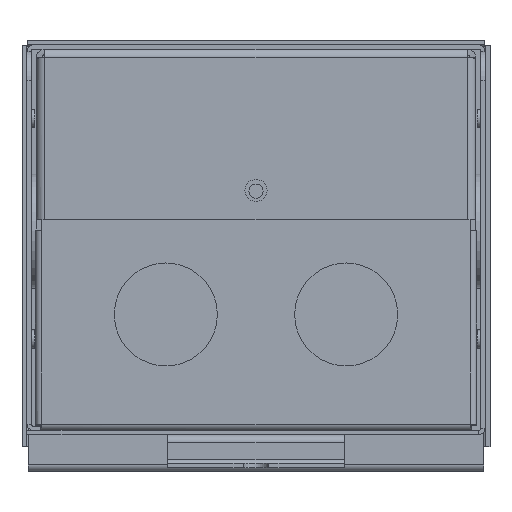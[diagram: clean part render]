
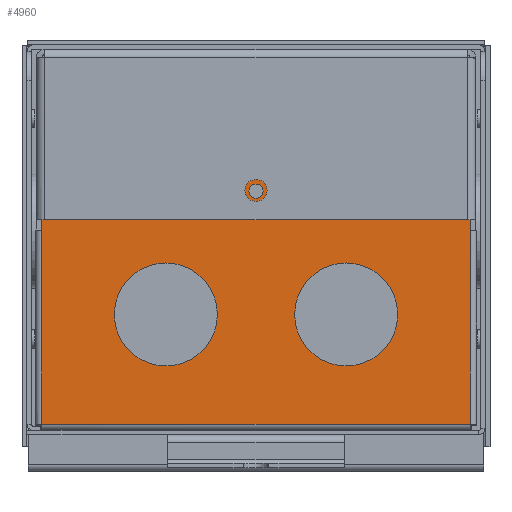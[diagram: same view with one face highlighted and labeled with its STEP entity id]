
A CAD part, front view. The second image highlights one B-rep face of the part: STEP entity #4960.
In plain terms, the highlighted planar face has unit normal (0, -1, 0).
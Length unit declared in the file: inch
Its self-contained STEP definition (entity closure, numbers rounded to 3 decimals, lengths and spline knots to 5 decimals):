
#32 = VECTOR ( 'NONE', #5727, 39.37008 ) ;
#62 = CARTESIAN_POINT ( 'NONE',  ( 1.82115, -0.0359, -1.11 ) ) ;
#144 = CARTESIAN_POINT ( 'NONE',  ( -0.7655, -0.0359, 0.5625 ) ) ;
#410 = ORIENTED_EDGE ( 'NONE', *, *, #2855, .T. ) ;
#485 = CARTESIAN_POINT ( 'NONE',  ( 1.82115, -0.0359, -1.11 ) ) ;
#504 = CARTESIAN_POINT ( 'NONE',  ( -1.875, -0.0359, -1.11 ) ) ;
#552 = CARTESIAN_POINT ( 'NONE',  ( 0.7655, -0.0359, 0.5625 ) ) ;
#602 = DIRECTION ( 'NONE',  ( 0., 0., 1. ) ) ;
#660 = FACE_OUTER_BOUND ( 'NONE', #2280, .T. ) ;
#721 = ORIENTED_EDGE ( 'NONE', *, *, #2796, .T. ) ;
#820 = AXIS2_PLACEMENT_3D ( 'NONE', #1794, #8059, #6002 ) ;
#963 = EDGE_CURVE ( 'NONE', #5136, #7763, #7618, .T. ) ;
#984 = CIRCLE ( 'NONE', #5576, 0.06 ) ;
#992 = EDGE_CURVE ( 'NONE', #5552, #1022, #6717, .T. ) ;
#1022 = VERTEX_POINT ( 'NONE', #6912 ) ;
#1035 = LINE ( 'NONE', #504, #2640 ) ;
#1256 = FACE_BOUND ( 'NONE', #8118, .T. ) ;
#1325 = CIRCLE ( 'NONE', #820, 0.4375 ) ;
#1364 = CARTESIAN_POINT ( 'NONE',  ( -1.82115, -0.0359, -0.587 ) ) ;
#1794 = CARTESIAN_POINT ( 'NONE',  ( 0.7655, -0.0359, 0.125 ) ) ;
#1846 = LINE ( 'NONE', #7726, #32 ) ;
#1862 = ORIENTED_EDGE ( 'NONE', *, *, #2060, .F. ) ;
#2000 = VERTEX_POINT ( 'NONE', #3840 ) ;
#2004 = DIRECTION ( 'NONE',  ( 0., 1., 0. ) ) ;
#2049 = VERTEX_POINT ( 'NONE', #6665 ) ;
#2060 = EDGE_CURVE ( 'NONE', #6603, #4172, #1325, .T. ) ;
#2233 = CARTESIAN_POINT ( 'NONE',  ( 0.7655, -0.0359, 0.125 ) ) ;
#2280 = EDGE_LOOP ( 'NONE', ( #7570, #5235, #6154, #410, #721, #5999 ) ) ;
#2333 = VERTEX_POINT ( 'NONE', #6702 ) ;
#2500 = CIRCLE ( 'NONE', #5257, 0.4375 ) ;
#2594 = AXIS2_PLACEMENT_3D ( 'NONE', #6071, #6786, #5494 ) ;
#2640 = VECTOR ( 'NONE', #3497, 39.37008 ) ;
#2796 = EDGE_CURVE ( 'NONE', #2333, #2049, #4567, .T. ) ;
#2855 = EDGE_CURVE ( 'NONE', #6182, #2333, #6580, .T. ) ;
#3175 = AXIS2_PLACEMENT_3D ( 'NONE', #7480, #8180, #602 ) ;
#3249 = DIRECTION ( 'NONE',  ( 0., 0., 1. ) ) ;
#3352 = CARTESIAN_POINT ( 'NONE',  ( 0.7655, -0.0359, -0.3125 ) ) ;
#3353 = LINE ( 'NONE', #5354, #6360 ) ;
#3497 = DIRECTION ( 'NONE',  ( -1., 0., 0. ) ) ;
#3840 = CARTESIAN_POINT ( 'NONE',  ( -1.82115, -0.0359, -1.11 ) ) ;
#3873 = CIRCLE ( 'NONE', #2594, 0.4375 ) ;
#3965 = DIRECTION ( 'NONE',  ( 0., 0., 1. ) ) ;
#4010 = VECTOR ( 'NONE', #4127, 39.37008 ) ;
#4057 = CARTESIAN_POINT ( 'NONE',  ( 0., -0.0359, -0.9225 ) ) ;
#4127 = DIRECTION ( 'NONE',  ( -1., 0., 0. ) ) ;
#4172 = VERTEX_POINT ( 'NONE', #3352 ) ;
#4284 = EDGE_CURVE ( 'NONE', #7763, #5136, #3873, .T. ) ;
#4476 = EDGE_LOOP ( 'NONE', ( #6662, #5122 ) ) ;
#4551 = AXIS2_PLACEMENT_3D ( 'NONE', #7568, #8910, #6184 ) ;
#4567 = LINE ( 'NONE', #485, #5076 ) ;
#4732 = FACE_BOUND ( 'NONE', #4476, .T. ) ;
#4805 = DIRECTION ( 'NONE',  ( 0., 0., -1. ) ) ;
#4819 = ORIENTED_EDGE ( 'NONE', *, *, #992, .T. ) ;
#4873 = EDGE_CURVE ( 'NONE', #6182, #2000, #1035, .T. ) ;
#4936 = FACE_BOUND ( 'NONE', #8846, .T. ) ;
#4960 = ADVANCED_FACE ( 'NONE', ( #1256, #4732, #4936, #660 ), #6153, .F. ) ;
#5020 = CARTESIAN_POINT ( 'NONE',  ( -1.82115, -0.0359, 1.05615 ) ) ;
#5024 = DIRECTION ( 'NONE',  ( 0., 0., -1. ) ) ;
#5076 = VECTOR ( 'NONE', #3249, 39.37008 ) ;
#5122 = ORIENTED_EDGE ( 'NONE', *, *, #4284, .F. ) ;
#5136 = VERTEX_POINT ( 'NONE', #8652 ) ;
#5235 = ORIENTED_EDGE ( 'NONE', *, *, #6965, .T. ) ;
#5257 = AXIS2_PLACEMENT_3D ( 'NONE', #2233, #8608, #5024 ) ;
#5354 = CARTESIAN_POINT ( 'NONE',  ( -1.82115, -0.0359, 1.06703 ) ) ;
#5390 = DIRECTION ( 'NONE',  ( 0., 0., -1. ) ) ;
#5494 = DIRECTION ( 'NONE',  ( 0., 0., -1. ) ) ;
#5516 = CARTESIAN_POINT ( 'NONE',  ( -0.7655, -0.0359, 0.125 ) ) ;
#5526 = DIRECTION ( 'NONE',  ( 0., 0., 1. ) ) ;
#5552 = VERTEX_POINT ( 'NONE', #5791 ) ;
#5576 = AXIS2_PLACEMENT_3D ( 'NONE', #4057, #2004, #5526 ) ;
#5727 = DIRECTION ( 'NONE',  ( 0., 0., -1. ) ) ;
#5791 = CARTESIAN_POINT ( 'NONE',  ( 0., -0.0359, -0.8625 ) ) ;
#5999 = ORIENTED_EDGE ( 'NONE', *, *, #7823, .T. ) ;
#6002 = DIRECTION ( 'NONE',  ( 0., 0., -1. ) ) ;
#6038 = EDGE_CURVE ( 'NONE', #1022, #5552, #984, .T. ) ;
#6071 = CARTESIAN_POINT ( 'NONE',  ( -0.7655, -0.0359, 0.125 ) ) ;
#6138 = ORIENTED_EDGE ( 'NONE', *, *, #6038, .T. ) ;
#6153 = PLANE ( 'NONE',  #4551 ) ;
#6154 = ORIENTED_EDGE ( 'NONE', *, *, #4873, .F. ) ;
#6182 = VERTEX_POINT ( 'NONE', #62 ) ;
#6184 = DIRECTION ( 'NONE',  ( 0., 0., 1. ) ) ;
#6295 = ORIENTED_EDGE ( 'NONE', *, *, #8307, .F. ) ;
#6360 = VECTOR ( 'NONE', #5390, 39.37008 ) ;
#6570 = LINE ( 'NONE', #7561, #4010 ) ;
#6580 = LINE ( 'NONE', #7491, #7799 ) ;
#6603 = VERTEX_POINT ( 'NONE', #552 ) ;
#6662 = ORIENTED_EDGE ( 'NONE', *, *, #963, .F. ) ;
#6665 = CARTESIAN_POINT ( 'NONE',  ( 1.82115, -0.0359, 1.05615 ) ) ;
#6702 = CARTESIAN_POINT ( 'NONE',  ( 1.82115, -0.0359, -0.587 ) ) ;
#6717 = CIRCLE ( 'NONE', #3175, 0.06 ) ;
#6786 = DIRECTION ( 'NONE',  ( 0., -1., 0. ) ) ;
#6912 = CARTESIAN_POINT ( 'NONE',  ( 0., -0.0359, -0.9825 ) ) ;
#6965 = EDGE_CURVE ( 'NONE', #8634, #2000, #1846, .T. ) ;
#7052 = VERTEX_POINT ( 'NONE', #5020 ) ;
#7480 = CARTESIAN_POINT ( 'NONE',  ( 0., -0.0359, -0.9225 ) ) ;
#7491 = CARTESIAN_POINT ( 'NONE',  ( 1.82115, -0.0359, -1.11 ) ) ;
#7561 = CARTESIAN_POINT ( 'NONE',  ( 1.83203, -0.0359, 1.05615 ) ) ;
#7568 = CARTESIAN_POINT ( 'NONE',  ( 0., -0.0359, 0. ) ) ;
#7570 = ORIENTED_EDGE ( 'NONE', *, *, #7796, .T. ) ;
#7618 = CIRCLE ( 'NONE', #8468, 0.4375 ) ;
#7726 = CARTESIAN_POINT ( 'NONE',  ( -1.82115, -0.0359, -1.11 ) ) ;
#7763 = VERTEX_POINT ( 'NONE', #144 ) ;
#7796 = EDGE_CURVE ( 'NONE', #7052, #8634, #3353, .T. ) ;
#7799 = VECTOR ( 'NONE', #3965, 39.37008 ) ;
#7823 = EDGE_CURVE ( 'NONE', #2049, #7052, #6570, .T. ) ;
#8059 = DIRECTION ( 'NONE',  ( 0., -1., 0. ) ) ;
#8118 = EDGE_LOOP ( 'NONE', ( #4819, #6138 ) ) ;
#8180 = DIRECTION ( 'NONE',  ( 0., 1., 0. ) ) ;
#8270 = DIRECTION ( 'NONE',  ( 0., -1., 0. ) ) ;
#8307 = EDGE_CURVE ( 'NONE', #4172, #6603, #2500, .T. ) ;
#8468 = AXIS2_PLACEMENT_3D ( 'NONE', #5516, #8270, #4805 ) ;
#8608 = DIRECTION ( 'NONE',  ( 0., -1., 0. ) ) ;
#8634 = VERTEX_POINT ( 'NONE', #1364 ) ;
#8652 = CARTESIAN_POINT ( 'NONE',  ( -0.7655, -0.0359, -0.3125 ) ) ;
#8846 = EDGE_LOOP ( 'NONE', ( #6295, #1862 ) ) ;
#8910 = DIRECTION ( 'NONE',  ( 0., 1., 0. ) ) ;
